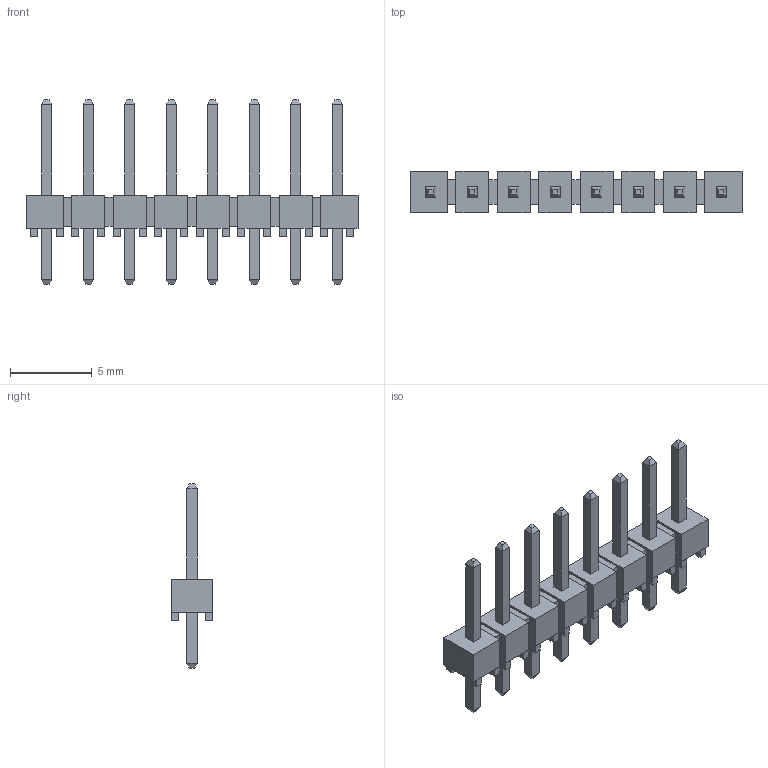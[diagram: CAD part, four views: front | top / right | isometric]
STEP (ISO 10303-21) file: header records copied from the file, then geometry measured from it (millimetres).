
FILE_DESCRIPTION(/* description */ (''),/* implementation_level */ '2;1');
FILE_NAME(/* name */ 'SAMTEC_TSW-108-23-L-S.stp',/* time_stamp */ '2016-12-06T14:31:28+01:00',/* author */ ('jchouvet'),/* organization */ (''),/* preprocessor_version */ 'ST-DEVELOPER v16.1',/* originating_system */ 'AutoCAD Mechanical',/* authorisation */ '');
FILE_SCHEMA (('AUTOMOTIVE_DESIGN { 1 0 10303 214 3 1 1 }'));
Length unit declared in the file: millimetre
Products named in the file (1): Product
Bounding box: 20.32 x 2.54 x 11.3 mm (x, y, z)
Volume: 134.9 mm3; surface area: 574.6 mm2
Topology: 68 solids, 68 shells, 472 faces, 960 edges, 624 vertices
Faces by surface type: plane 472
Entity records: 11999 total; most frequent: CARTESIAN_POINT 2057, ORIENTED_EDGE 1920, DIRECTION 1906, LINE 960, VECTOR 960, EDGE_CURVE 960, VERTEX_POINT 624, AXIS2_PLACEMENT_3D 473
